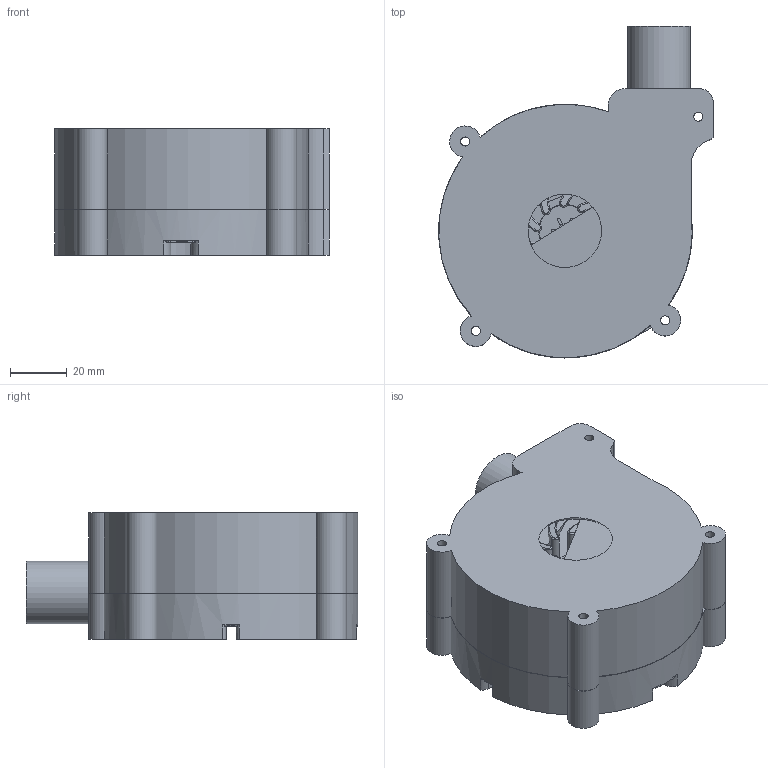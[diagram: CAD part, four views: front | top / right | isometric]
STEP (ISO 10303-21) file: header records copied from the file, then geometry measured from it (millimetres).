
FILE_DESCRIPTION(/* description */ (''),/* implementation_level */ '2;1');
FILE_NAME(/* name */ 'minimized agreesive.stp',/* time_stamp */ '2020-03-31T21:40:28-04:00',/* author */ (''),/* organization */ (''),/* preprocessor_version */ 'ST-DEVELOPER v15.2',/* originating_system */ 'Autodesk Translator Framework v2.0.0.5431',/* authorisation */ '');
FILE_SCHEMA (('AUTOMOTIVE_DESIGN { 1 0 10303 214 3 1 1 }'));
Length unit declared in the file: centimetre
Products named in the file (1): minimized agreesive
Bounding box: 96.47 x 116.57 x 44.39 mm (x, y, z)
Volume: 177282.4 mm3; surface area: 83365.2 mm2
Topology: 6 solids, 6 shells, 724 faces, 2104 edges, 1397 vertices
Faces by surface type: plane 419, cylinder 187, bspline 98, torus 11, cone 9
Full cylindrical faces by diameter (mm): 3.201 x4, 4.4 x4, 5 x1, 7 x4, 7.302 x4, 7.8 x4, 17 x1, 22 x1, 35.128 x1, 38 x1, 53.3 x1, 74.25 x1, 83.026 x1
Entity records: 31012 total; most frequent: CARTESIAN_POINT 12259, ORIENTED_EDGE 4106, DIRECTION 3668, EDGE_CURVE 2053, VERTEX_POINT 1382, AXIS2_PLACEMENT_3D 1282, LINE 1104, VECTOR 1104
